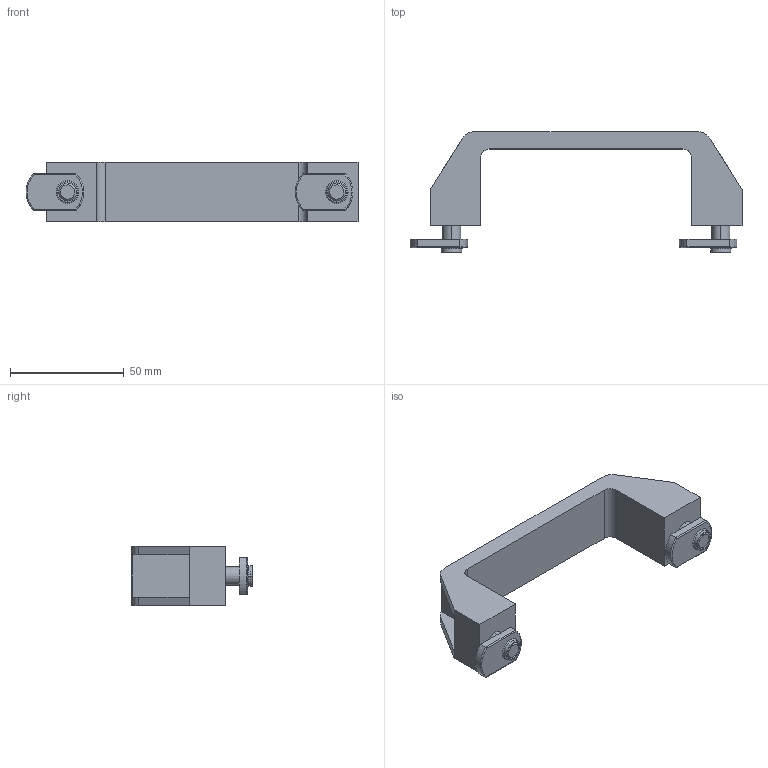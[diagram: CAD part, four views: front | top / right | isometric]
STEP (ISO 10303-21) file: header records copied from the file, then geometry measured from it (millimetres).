
FILE_DESCRIPTION (( 'STEP AP203' ), '1' );
FILE_NAME ('655059.SLDASM.step', '2003-10-13T11:34:11', ( 'Jerry Winters' ), ( 'GoEngineer' ), 'SwSTEP 2.0', 'SolidWorks 2003174', '' );
FILE_SCHEMA (( 'CONFIG_CONTROL_DESIGN' ));
Length unit declared in the file: inch
Products named in the file (6): 655059.SLDASM; 651202; 651097; 651254; Socket Head Cap Screw_AI_HX-SHCS 0.3125-18x0.75x0.75-C; plastic door handles_655059
Assembly tree (6 placements, depth 4):
  655059.SLDASM
    651202  x2
      651254
        Socket Head Cap Screw_AI_HX-SHCS 0.3125-18x0.75x0.75-C
      651097
    plastic door handles_655059
Bounding box: 146.1 x 53.09 x 26.04 mm (x, y, z)
Volume: 49531.7 mm3; surface area: 21167.5 mm2
Topology: 5 solids, 5 shells, 126 faces, 288 edges, 176 vertices
Faces by surface type: plane 62, cylinder 38, torus 14, cone 12
Entity records: 2991 total; most frequent: DIRECTION 437, CARTESIAN_POINT 416, ORIENTED_EDGE 374, EDGE_CURVE 187, AXIS2_PLACEMENT_3D 163, VERTEX_POINT 118, LINE 111, VECTOR 111
